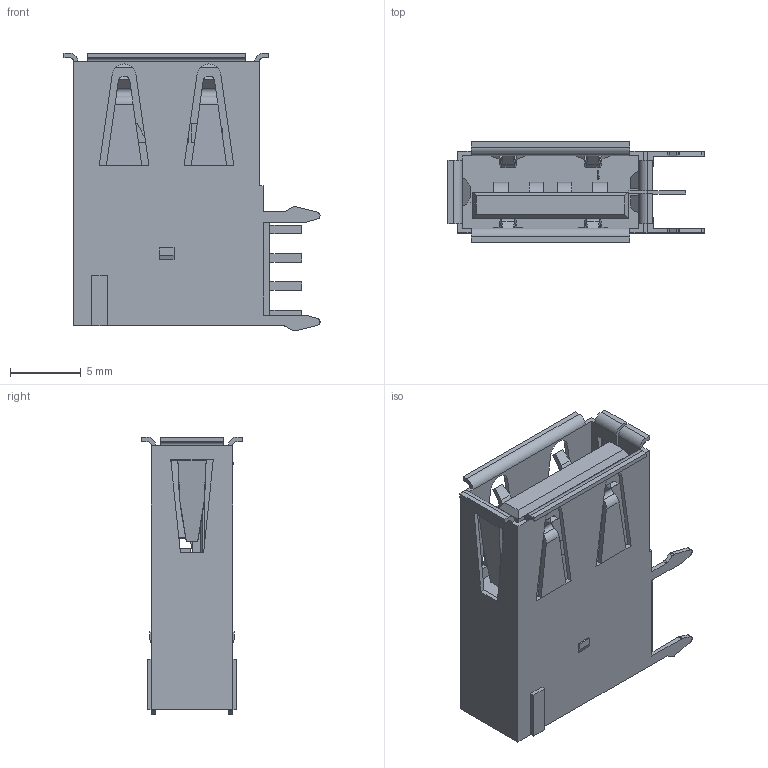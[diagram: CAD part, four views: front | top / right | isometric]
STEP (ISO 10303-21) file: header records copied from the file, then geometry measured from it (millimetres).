
FILE_DESCRIPTION(('STEP AP214'),'1');
FILE_NAME('39m4083_292336-1.stp','2017-05-21T21:16:02',('TraceParts'),('TraceParts S.A.'),'Spatial InterOp 3D',' ',' ');
FILE_SCHEMA(('automotive_design'));
Length unit declared in the file: millimetre
Products named in the file (1): 39m4083_292336-1
Bounding box: 18.11 x 7.12 x 19.66 mm (x, y, z)
Volume: 1089.1 mm3; surface area: 1508.3 mm2
Topology: 1 solids, 1 shells, 333 faces, 893 edges, 576 vertices
Faces by surface type: plane 255, cylinder 70, bspline 6, extrusion 2
Entity records: 10576 total; most frequent: CARTESIAN_POINT 2271, ORIENTED_EDGE 1786, DIRECTION 1589, EDGE_CURVE 893, VECTOR 737, LINE 735, VERTEX_POINT 576, AXIS2_PLACEMENT_3D 426
